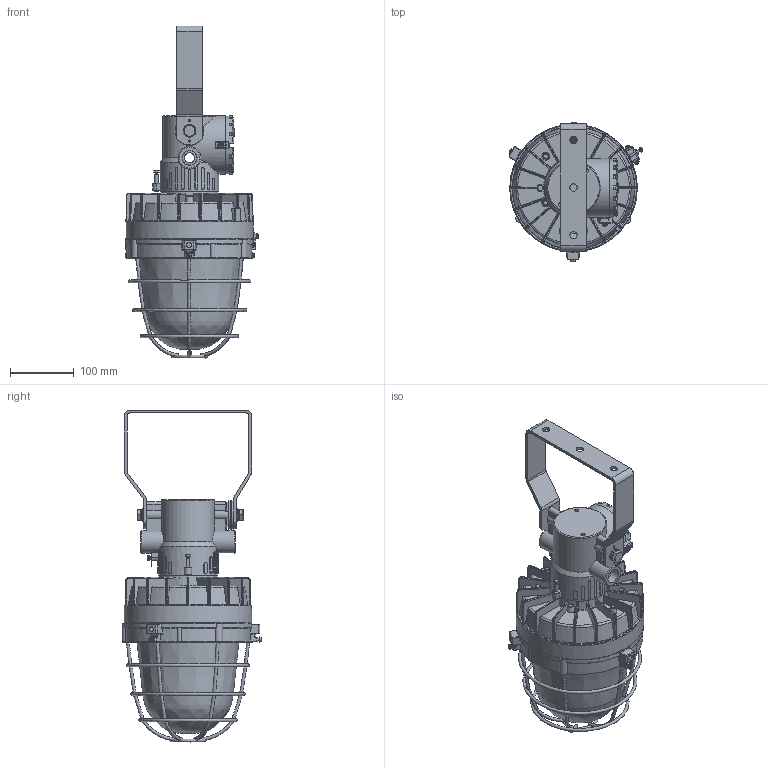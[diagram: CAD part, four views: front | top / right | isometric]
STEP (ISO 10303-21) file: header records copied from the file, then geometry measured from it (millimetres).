
FILE_DESCRIPTION((''),'2;1');
FILE_NAME('СГЖ01-6200С_У_12DC.stp','2017-04-18T10:06:30',('A.I.Eshenko'),(''),'Autodesk Inventor 2012','Autodesk Inventor 2012','');
FILE_SCHEMA(('AUTOMOTIVE_DESIGN { 1 0 10303 214 1 1 1 1 }'));
Length unit declared in the file: millimetre
Products named in the file (1): СГЖ01-6200С_У_12DC_Внешний контур_1
Bounding box: 210.58 x 219.6 x 521.91 mm (x, y, z)
Surface area: 723815.9 mm2 (no closed solid volume)
Topology: 0 solids, 45 shells, 2922 faces, 7974 edges, 5186 vertices
Faces by surface type: plane 1548, cylinder 566, cone 368, bspline 216, torus 169, sphere 31, revolution 24
Full cylindrical faces by diameter (mm): 2 x2, 3 x3, 3.1 x2, 3.2 x2, 3.242 x16, 3.65 x7, 4 x11, 4.134 x3, 4.4 x2, 4.567 x2, 5 x2, 5.1 x1, 6 x6, 6.647 x2, 6.7 x2, 7.9 x4, 8 x5, 8.376 x2, 9.188 x2, 10 x2, 10.5 x2, 11.5 x3, 11.9 x2, 12 x2, 12.4 x2, 15.4 x2, 16.05 x2, 17 x1, 20 x2, 22.631 x2
Entity records: 107150 total; most frequent: CARTESIAN_POINT 32195, ORIENTED_EDGE 15154, DIRECTION 15087, EDGE_CURVE 7591, AXIS2_PLACEMENT_3D 5823, VERTEX_POINT 5060, VECTOR 3417, LINE 3417
